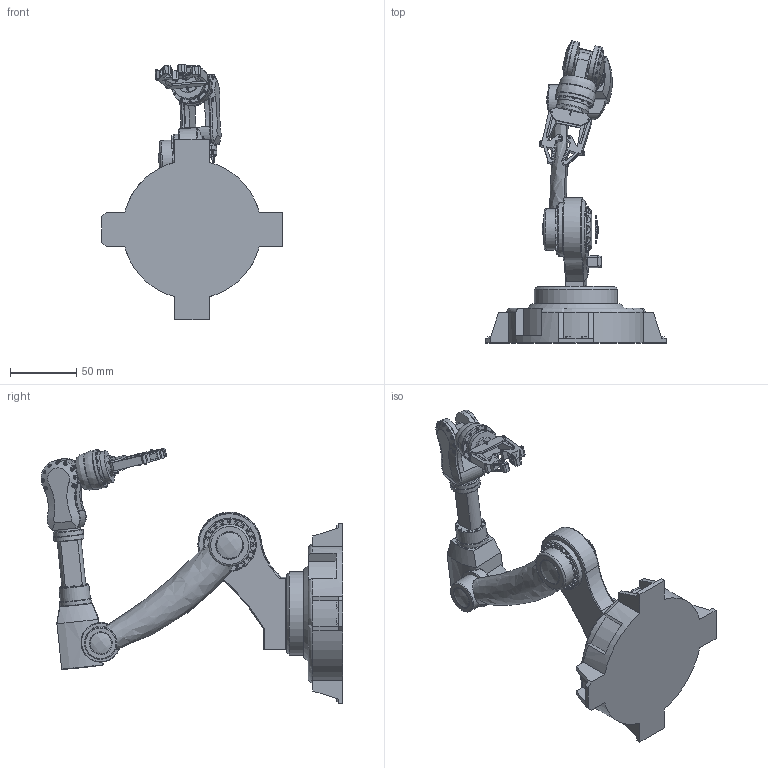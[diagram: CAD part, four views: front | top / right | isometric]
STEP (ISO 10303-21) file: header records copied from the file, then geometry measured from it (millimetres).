
FILE_DESCRIPTION(/* description */ (''),/* implementation_level */ '2;1');
FILE_NAME(/* name */ 'Little Robot Arm 2.stp',/* time_stamp */ '2025-01-31T12:37:03-05:00',/* author */ ('sara_'),/* organization */ (''),/* preprocessor_version */ 'ST-DEVELOPER v19.2',/* originating_system */ 'Autodesk Inventor 2024',/* authorisation */ '');
FILE_SCHEMA (('AUTOMOTIVE_DESIGN { 1 0 10303 214 3 1 1 }'));
Products named in the file (1): Little Robot Arm 2
Bounding box: 136.67 x 228.42 x 193.43 mm (x, y, z)
Volume: 501617.5 mm3; surface area: 96489.7 mm2
Topology: 9 solids, 9 shells, 1576 faces, 3930 edges, 2581 vertices
Faces by surface type: plane 1344, cylinder 192, bspline 19, torus 17, cone 4
Full cylindrical faces by diameter (mm): 0.875 x8, 1.05 x6, 1.225 x8, 4.55 x1, 10.5 x14, 14 x2, 14.7 x1, 16.1 x2, 17.5 x1, 19.25 x1, 19.6 x1, 21 x1, 22.05 x1, 22.75 x3, 24.15 x1, 24.5 x3, 27.65 x1, 28.875 x1, 29.4 x1, 29.75 x1, 31.5 x1, 35 x1, 63 x1
Entity records: 52204 total; most frequent: CARTESIAN_POINT 12763, ORIENTED_EDGE 7860, DIRECTION 7374, EDGE_CURVE 3930, LINE 3340, VECTOR 3340, VERTEX_POINT 2581, AXIS2_PLACEMENT_3D 2017
